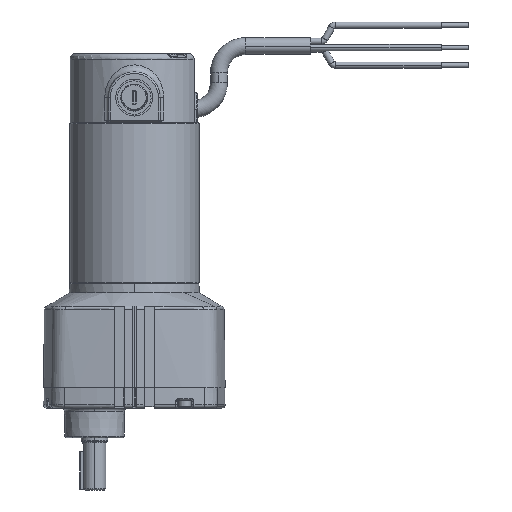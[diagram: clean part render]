
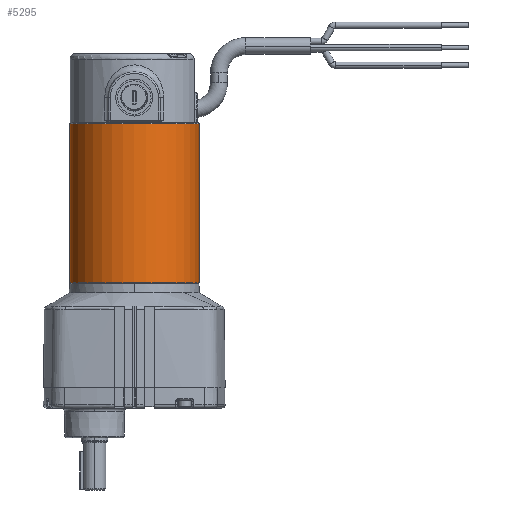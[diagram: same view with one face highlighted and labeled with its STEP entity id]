
A CAD part, left-side view. The second image highlights one B-rep face of the part: STEP entity #5295.
In plain terms, the highlighted cylindrical face has radius 30.671 mm (diameter 61.341 mm), a partial arc.
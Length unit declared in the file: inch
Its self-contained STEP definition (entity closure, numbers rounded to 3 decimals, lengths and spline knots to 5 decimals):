
#139 = AXIS2_PLACEMENT_3D ( 'NONE', #28714, #8732, #32067 ) ;
#1174 = AXIS2_PLACEMENT_3D ( 'NONE', #19512, #42943, #22888 ) ;
#1446 = CARTESIAN_POINT ( 'NONE',  ( 0., 1.2075, 0.015 ) ) ;
#1880 = CARTESIAN_POINT ( 'NONE',  ( 0., -1.2075, 0. ) ) ;
#3236 = CARTESIAN_POINT ( 'NONE',  ( 0., -1.2075, 2.985 ) ) ;
#4531 = ORIENTED_EDGE ( 'NONE', *, *, #12871, .T. ) ;
#5295 = ADVANCED_FACE ( 'NONE', ( #20685 ), #27470, .T. ) ;
#6790 = CIRCLE ( 'NONE', #139, 1.2075 ) ;
#7182 = EDGE_LOOP ( 'NONE', ( #16586, #4531, #18155, #13083 ) ) ;
#7361 = VECTOR ( 'NONE', #12690, 39.37008 ) ;
#8732 = DIRECTION ( 'NONE',  ( 0., 0., -1. ) ) ;
#12690 = DIRECTION ( 'NONE',  ( 0., 0., -1. ) ) ;
#12871 = EDGE_CURVE ( 'NONE', #18098, #27171, #6790, .T. ) ;
#13083 = ORIENTED_EDGE ( 'NONE', *, *, #37606, .F. ) ;
#16586 = ORIENTED_EDGE ( 'NONE', *, *, #25494, .F. ) ;
#17260 = CARTESIAN_POINT ( 'NONE',  ( 0., 0., 0. ) ) ;
#18098 = VERTEX_POINT ( 'NONE', #3236 ) ;
#18155 = ORIENTED_EDGE ( 'NONE', *, *, #22365, .T. ) ;
#19512 = CARTESIAN_POINT ( 'NONE',  ( 0., 0., 0.015 ) ) ;
#20685 = FACE_OUTER_BOUND ( 'NONE', #7182, .T. ) ;
#20943 = VERTEX_POINT ( 'NONE', #1446 ) ;
#22365 = EDGE_CURVE ( 'NONE', #27171, #20943, #42926, .T. ) ;
#22888 = DIRECTION ( 'NONE',  ( 0., 1., 0. ) ) ;
#25494 = EDGE_CURVE ( 'NONE', #18098, #42345, #36051, .T. ) ;
#27112 = VECTOR ( 'NONE', #31971, 39.37008 ) ;
#27171 = VERTEX_POINT ( 'NONE', #36567 ) ;
#27181 = DIRECTION ( 'NONE',  ( 0., 0., -1. ) ) ;
#27470 = CYLINDRICAL_SURFACE ( 'NONE', #40529, 1.2075 ) ;
#28484 = CIRCLE ( 'NONE', #1174, 1.2075 ) ;
#28714 = CARTESIAN_POINT ( 'NONE',  ( 0., 0., 2.985 ) ) ;
#29280 = CARTESIAN_POINT ( 'NONE',  ( 0., 1.2075, 0. ) ) ;
#31971 = DIRECTION ( 'NONE',  ( 0., 0., -1. ) ) ;
#32067 = DIRECTION ( 'NONE',  ( 0., 1., 0. ) ) ;
#33923 = DIRECTION ( 'NONE',  ( 0., 1., 0. ) ) ;
#35804 = CARTESIAN_POINT ( 'NONE',  ( 0., -1.2075, 0.015 ) ) ;
#36051 = LINE ( 'NONE', #1880, #27112 ) ;
#36567 = CARTESIAN_POINT ( 'NONE',  ( 0., 1.2075, 2.985 ) ) ;
#37606 = EDGE_CURVE ( 'NONE', #42345, #20943, #28484, .T. ) ;
#40529 = AXIS2_PLACEMENT_3D ( 'NONE', #17260, #27181, #33923 ) ;
#42345 = VERTEX_POINT ( 'NONE', #35804 ) ;
#42926 = LINE ( 'NONE', #29280, #7361 ) ;
#42943 = DIRECTION ( 'NONE',  ( 0., 0., -1. ) ) ;
